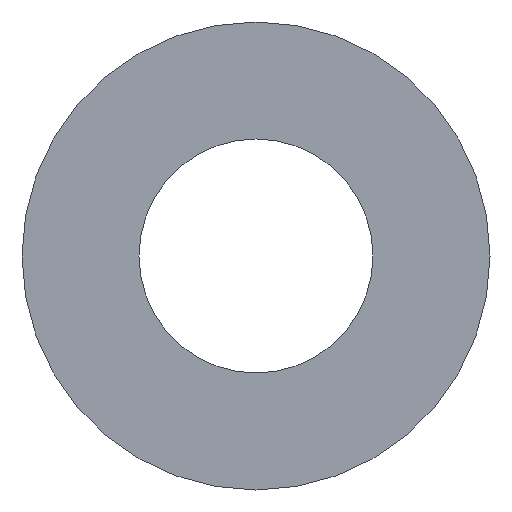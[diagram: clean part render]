
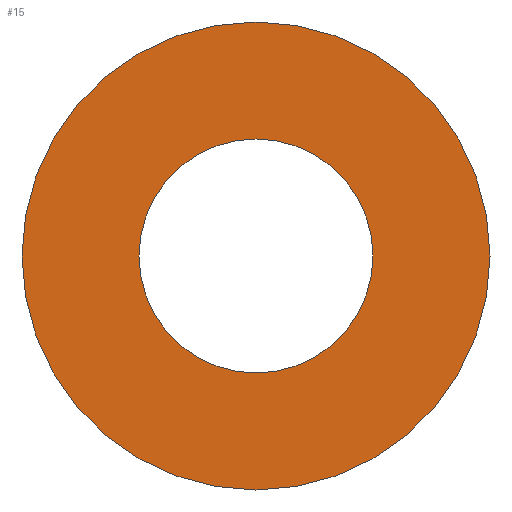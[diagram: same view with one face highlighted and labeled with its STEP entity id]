
A CAD part, left-side view. The second image highlights one B-rep face of the part: STEP entity #15.
In plain terms, the highlighted planar face has unit normal (-1, 0, 0).
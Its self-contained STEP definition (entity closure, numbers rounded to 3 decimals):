
#3 = EDGE_CURVE ( 'NONE', #221, #203, #158, .T. ) ;
#6 = DIRECTION ( 'NONE',  ( 0., 0., -1. ) ) ;
#9 = FACE_BOUND ( 'NONE', #28, .T. ) ;
#15 = ADVANCED_FACE ( 'NONE', ( #9, #181 ), #162, .F. ) ;
#21 = AXIS2_PLACEMENT_3D ( 'NONE', #79, #165, #6 ) ;
#28 = EDGE_LOOP ( 'NONE', ( #218, #217 ) ) ;
#30 = VERTEX_POINT ( 'NONE', #237 ) ;
#33 = CARTESIAN_POINT ( 'NONE',  ( -16.706, 0., 7.5 ) ) ;
#36 = DIRECTION ( 'NONE',  ( -1., 0., 0. ) ) ;
#59 = EDGE_CURVE ( 'NONE', #30, #143, #230, .T. ) ;
#63 = DIRECTION ( 'NONE',  ( 0., 0., 1. ) ) ;
#67 = CARTESIAN_POINT ( 'NONE',  ( -16.706, 0., 3.75 ) ) ;
#78 = AXIS2_PLACEMENT_3D ( 'NONE', #150, #125, #205 ) ;
#79 = CARTESIAN_POINT ( 'NONE',  ( -16.706, 3.75, 0. ) ) ;
#81 = ORIENTED_EDGE ( 'NONE', *, *, #159, .T. ) ;
#99 = CARTESIAN_POINT ( 'NONE',  ( -16.706, 0., 0. ) ) ;
#105 = DIRECTION ( 'NONE',  ( -1., 0., 0. ) ) ;
#123 = DIRECTION ( 'NONE',  ( -1., 0., 0. ) ) ;
#125 = DIRECTION ( 'NONE',  ( -1., 0., 0. ) ) ;
#132 = CIRCLE ( 'NONE', #177, 3.75 ) ;
#143 = VERTEX_POINT ( 'NONE', #67 ) ;
#150 = CARTESIAN_POINT ( 'NONE',  ( -16.706, 0., 0. ) ) ;
#151 = CARTESIAN_POINT ( 'NONE',  ( -16.706, 0., -7.5 ) ) ;
#152 = AXIS2_PLACEMENT_3D ( 'NONE', #191, #36, #172 ) ;
#158 = CIRCLE ( 'NONE', #213, 7.5 ) ;
#159 = EDGE_CURVE ( 'NONE', #203, #221, #194, .T. ) ;
#161 = ORIENTED_EDGE ( 'NONE', *, *, #3, .T. ) ;
#162 = PLANE ( 'NONE',  #21 ) ;
#165 = DIRECTION ( 'NONE',  ( 1., 0., 0. ) ) ;
#171 = CARTESIAN_POINT ( 'NONE',  ( -16.706, 0., 0. ) ) ;
#172 = DIRECTION ( 'NONE',  ( 0., 0., 1. ) ) ;
#177 = AXIS2_PLACEMENT_3D ( 'NONE', #171, #105, #244 ) ;
#180 = EDGE_LOOP ( 'NONE', ( #161, #81 ) ) ;
#181 = FACE_OUTER_BOUND ( 'NONE', #180, .T. ) ;
#191 = CARTESIAN_POINT ( 'NONE',  ( -16.706, 0., 0. ) ) ;
#194 = CIRCLE ( 'NONE', #78, 7.5 ) ;
#203 = VERTEX_POINT ( 'NONE', #151 ) ;
#205 = DIRECTION ( 'NONE',  ( 0., 0., 1. ) ) ;
#213 = AXIS2_PLACEMENT_3D ( 'NONE', #99, #123, #63 ) ;
#217 = ORIENTED_EDGE ( 'NONE', *, *, #59, .F. ) ;
#218 = ORIENTED_EDGE ( 'NONE', *, *, #224, .F. ) ;
#221 = VERTEX_POINT ( 'NONE', #33 ) ;
#224 = EDGE_CURVE ( 'NONE', #143, #30, #132, .T. ) ;
#230 = CIRCLE ( 'NONE', #152, 3.75 ) ;
#237 = CARTESIAN_POINT ( 'NONE',  ( -16.706, 0., -3.75 ) ) ;
#244 = DIRECTION ( 'NONE',  ( 0., 0., 1. ) ) ;
